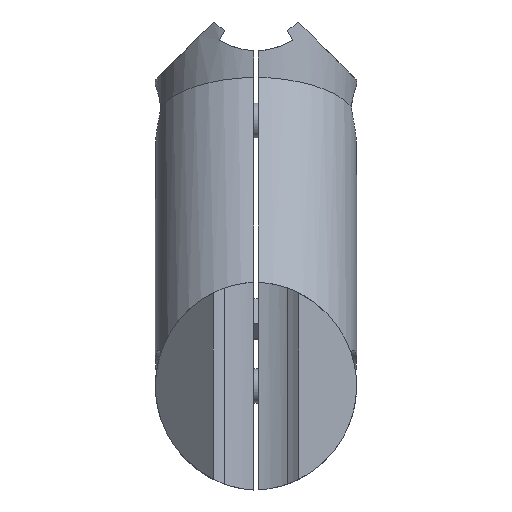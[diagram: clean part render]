
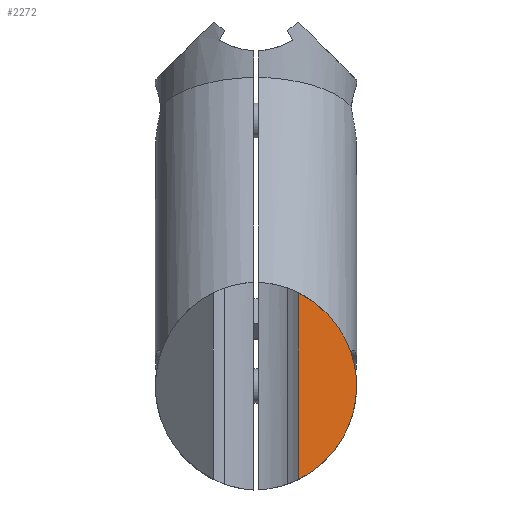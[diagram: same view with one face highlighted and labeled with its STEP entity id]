
A CAD part, front view. The second image highlights one B-rep face of the part: STEP entity #2272.
In plain terms, the highlighted planar face has unit normal (0.707, -0.707, 0).
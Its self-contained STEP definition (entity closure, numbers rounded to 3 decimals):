
#966 = DIRECTION ( 'NONE',  ( 0., 0., -1. ) ) ;
#974 = CARTESIAN_POINT ( 'NONE',  ( 17.395, 27.566, -44.819 ) ) ;
#2050 = ORIENTED_EDGE ( 'NONE', *, *, #5350, .F. ) ;
#2272 = ADVANCED_FACE ( 'NONE', ( #5854 ), #4312, .T. ) ;
#2331 = VECTOR ( 'NONE', #966, 1000. ) ;
#2368 =( BOUNDED_CURVE ( )  B_SPLINE_CURVE ( 3, ( #2868, #2846, #7182, #3422 ),
 .UNSPECIFIED., .F., .T. ) 
 B_SPLINE_CURVE_WITH_KNOTS ( ( 4, 4 ),
 ( 5.171, 7.395 ),
 .UNSPECIFIED. ) 
 CURVE ( )  GEOMETRIC_REPRESENTATION_ITEM ( )  RATIONAL_B_SPLINE_CURVE ( ( 1., 0.629, 0.629, 1. ) ) 
 REPRESENTATION_ITEM ( '' )  );
#2846 = CARTESIAN_POINT ( 'NONE',  ( 22.714, 32.885, -71.969 ) ) ;
#2868 = CARTESIAN_POINT ( 'NONE',  ( 7.366, 17.536, -64.389 ) ) ;
#3376 = LINE ( 'NONE', #5340, #2331 ) ;
#3422 = CARTESIAN_POINT ( 'NONE',  ( 7.366, 17.536, -96.667 ) ) ;
#3613 = CARTESIAN_POINT ( 'NONE',  ( 7.366, 17.536, -64.389 ) ) ;
#4312 = PLANE ( 'NONE',  #5039 ) ;
#4359 = VERTEX_POINT ( 'NONE', #3613 ) ;
#4447 = EDGE_CURVE ( 'NONE', #4359, #5836, #3376, .T. ) ;
#5039 = AXIS2_PLACEMENT_3D ( 'NONE', #974, #7080, #5456 ) ;
#5059 = EDGE_LOOP ( 'NONE', ( #6200, #2050 ) ) ;
#5340 = CARTESIAN_POINT ( 'NONE',  ( 7.366, 17.536, -44.819 ) ) ;
#5350 = EDGE_CURVE ( 'NONE', #4359, #5836, #2368, .T. ) ;
#5456 = DIRECTION ( 'NONE',  ( 0.707, 0.707, 0. ) ) ;
#5836 = VERTEX_POINT ( 'NONE', #6533 ) ;
#5854 = FACE_OUTER_BOUND ( 'NONE', #5059, .T. ) ;
#6200 = ORIENTED_EDGE ( 'NONE', *, *, #4447, .T. ) ;
#6533 = CARTESIAN_POINT ( 'NONE',  ( 7.366, 17.536, -96.667 ) ) ;
#7080 = DIRECTION ( 'NONE',  ( 0.707, -0.707, 0. ) ) ;
#7182 = CARTESIAN_POINT ( 'NONE',  ( 22.714, 32.885, -89.087 ) ) ;
